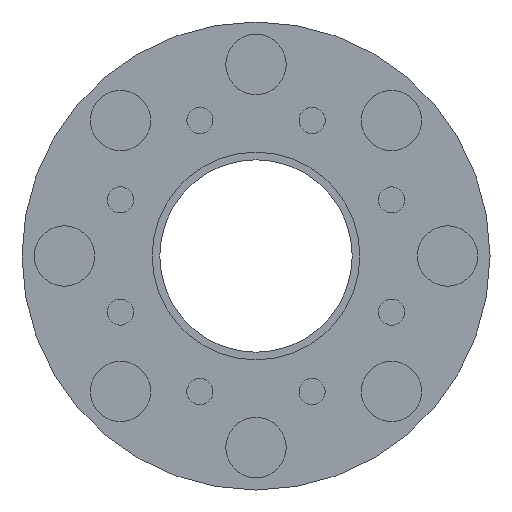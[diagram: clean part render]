
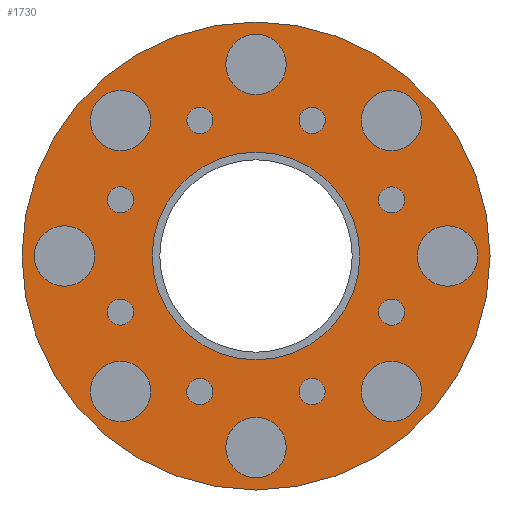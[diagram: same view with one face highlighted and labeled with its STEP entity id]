
A CAD part, front view. The second image highlights one B-rep face of the part: STEP entity #1730.
In plain terms, the highlighted planar face has unit normal (0, -1, 0).
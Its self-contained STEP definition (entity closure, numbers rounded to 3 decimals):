
#56=PLANE('',#1911);
#185=ORIENTED_EDGE('',*,*,#309,.T.);
#186=ORIENTED_EDGE('',*,*,#311,.T.);
#187=ORIENTED_EDGE('',*,*,#313,.T.);
#188=ORIENTED_EDGE('',*,*,#315,.T.);
#189=ORIENTED_EDGE('',*,*,#317,.T.);
#190=ORIENTED_EDGE('',*,*,#319,.T.);
#191=ORIENTED_EDGE('',*,*,#321,.T.);
#192=ORIENTED_EDGE('',*,*,#340,.T.);
#193=ORIENTED_EDGE('',*,*,#323,.T.);
#194=ORIENTED_EDGE('',*,*,#325,.T.);
#195=ORIENTED_EDGE('',*,*,#327,.T.);
#196=ORIENTED_EDGE('',*,*,#329,.T.);
#197=ORIENTED_EDGE('',*,*,#331,.T.);
#198=ORIENTED_EDGE('',*,*,#333,.T.);
#199=ORIENTED_EDGE('',*,*,#335,.T.);
#200=ORIENTED_EDGE('',*,*,#341,.T.);
#201=ORIENTED_EDGE('',*,*,#339,.F.);
#202=ORIENTED_EDGE('',*,*,#265,.T.);
#265=EDGE_CURVE('',#361,#361,#457,.T.);
#309=EDGE_CURVE('',#405,#405,#501,.F.);
#311=EDGE_CURVE('',#407,#407,#503,.F.);
#313=EDGE_CURVE('',#409,#409,#505,.F.);
#315=EDGE_CURVE('',#411,#411,#507,.F.);
#317=EDGE_CURVE('',#413,#413,#509,.F.);
#319=EDGE_CURVE('',#415,#415,#511,.F.);
#321=EDGE_CURVE('',#417,#417,#513,.F.);
#323=EDGE_CURVE('',#419,#419,#515,.T.);
#325=EDGE_CURVE('',#421,#421,#517,.T.);
#327=EDGE_CURVE('',#423,#423,#519,.T.);
#329=EDGE_CURVE('',#425,#425,#521,.T.);
#331=EDGE_CURVE('',#427,#427,#523,.T.);
#333=EDGE_CURVE('',#429,#429,#525,.T.);
#335=EDGE_CURVE('',#431,#431,#527,.T.);
#339=EDGE_CURVE('',#435,#435,#531,.T.);
#340=EDGE_CURVE('',#436,#436,#532,.F.);
#341=EDGE_CURVE('',#437,#437,#533,.T.);
#361=VERTEX_POINT('',#2348);
#405=VERTEX_POINT('',#2480);
#407=VERTEX_POINT('',#2486);
#409=VERTEX_POINT('',#2492);
#411=VERTEX_POINT('',#2498);
#413=VERTEX_POINT('',#2504);
#415=VERTEX_POINT('',#2510);
#417=VERTEX_POINT('',#2516);
#419=VERTEX_POINT('',#2522);
#421=VERTEX_POINT('',#2528);
#423=VERTEX_POINT('',#2534);
#425=VERTEX_POINT('',#2540);
#427=VERTEX_POINT('',#2546);
#429=VERTEX_POINT('',#2552);
#431=VERTEX_POINT('',#2558);
#435=VERTEX_POINT('',#2569);
#436=VERTEX_POINT('',#2572);
#437=VERTEX_POINT('',#2574);
#457=CIRCLE('',#1763,124.);
#501=CIRCLE('',#1851,6.918);
#503=CIRCLE('',#1855,6.918);
#505=CIRCLE('',#1859,6.918);
#507=CIRCLE('',#1863,6.918);
#509=CIRCLE('',#1867,6.918);
#511=CIRCLE('',#1871,6.918);
#513=CIRCLE('',#1875,6.918);
#515=CIRCLE('',#1879,16.);
#517=CIRCLE('',#1883,16.);
#519=CIRCLE('',#1887,16.);
#521=CIRCLE('',#1891,16.);
#523=CIRCLE('',#1895,16.);
#525=CIRCLE('',#1899,16.);
#527=CIRCLE('',#1903,16.);
#531=CIRCLE('',#1910,55.);
#532=CIRCLE('',#1912,6.918);
#533=CIRCLE('',#1913,16.);
#665=EDGE_LOOP('',(#185));
#666=EDGE_LOOP('',(#186));
#667=EDGE_LOOP('',(#187));
#668=EDGE_LOOP('',(#188));
#669=EDGE_LOOP('',(#189));
#670=EDGE_LOOP('',(#190));
#671=EDGE_LOOP('',(#191));
#672=EDGE_LOOP('',(#192));
#673=EDGE_LOOP('',(#193));
#674=EDGE_LOOP('',(#194));
#675=EDGE_LOOP('',(#195));
#676=EDGE_LOOP('',(#196));
#677=EDGE_LOOP('',(#197));
#678=EDGE_LOOP('',(#198));
#679=EDGE_LOOP('',(#199));
#680=EDGE_LOOP('',(#200));
#681=EDGE_LOOP('',(#201));
#682=EDGE_LOOP('',(#202));
#857=FACE_BOUND('',#665,.T.);
#858=FACE_BOUND('',#666,.T.);
#859=FACE_BOUND('',#667,.T.);
#860=FACE_BOUND('',#668,.T.);
#861=FACE_BOUND('',#669,.T.);
#862=FACE_BOUND('',#670,.T.);
#863=FACE_BOUND('',#671,.T.);
#864=FACE_BOUND('',#672,.T.);
#865=FACE_BOUND('',#673,.T.);
#866=FACE_BOUND('',#674,.T.);
#867=FACE_BOUND('',#675,.T.);
#868=FACE_BOUND('',#676,.T.);
#869=FACE_BOUND('',#677,.T.);
#870=FACE_BOUND('',#678,.T.);
#871=FACE_BOUND('',#679,.T.);
#872=FACE_BOUND('',#680,.T.);
#873=FACE_BOUND('',#681,.T.);
#874=FACE_BOUND('',#682,.T.);
#1730=ADVANCED_FACE('',(#857,#858,#859,#860,#861,#862,#863,#864,#865,#866,
#867,#868,#869,#870,#871,#872,#873,#874),#56,.T.);
#1763=AXIS2_PLACEMENT_3D('',#2347,#1965,#1966);
#1851=AXIS2_PLACEMENT_3D('',#2479,#2141,#2142);
#1855=AXIS2_PLACEMENT_3D('',#2485,#2149,#2150);
#1859=AXIS2_PLACEMENT_3D('',#2491,#2157,#2158);
#1863=AXIS2_PLACEMENT_3D('',#2497,#2165,#2166);
#1867=AXIS2_PLACEMENT_3D('',#2503,#2173,#2174);
#1871=AXIS2_PLACEMENT_3D('',#2509,#2181,#2182);
#1875=AXIS2_PLACEMENT_3D('',#2515,#2189,#2190);
#1879=AXIS2_PLACEMENT_3D('',#2521,#2197,#2198);
#1883=AXIS2_PLACEMENT_3D('',#2527,#2205,#2206);
#1887=AXIS2_PLACEMENT_3D('',#2533,#2213,#2214);
#1891=AXIS2_PLACEMENT_3D('',#2539,#2221,#2222);
#1895=AXIS2_PLACEMENT_3D('',#2545,#2229,#2230);
#1899=AXIS2_PLACEMENT_3D('',#2551,#2237,#2238);
#1903=AXIS2_PLACEMENT_3D('',#2557,#2245,#2246);
#1910=AXIS2_PLACEMENT_3D('',#2568,#2259,#2260);
#1911=AXIS2_PLACEMENT_3D('',#2570,#2261,#2262);
#1912=AXIS2_PLACEMENT_3D('',#2571,#2263,#2264);
#1913=AXIS2_PLACEMENT_3D('',#2573,#2265,#2266);
#1965=DIRECTION('',(0.,-1.,0.));
#1966=DIRECTION('',(0.,0.,-1.));
#2141=DIRECTION('',(0.,-1.,0.));
#2142=DIRECTION('',(-0.707,0.,-0.707));
#2149=DIRECTION('',(0.,-1.,0.));
#2150=DIRECTION('',(-1.,0.,0.));
#2157=DIRECTION('',(0.,-1.,0.));
#2158=DIRECTION('',(-0.707,0.,0.707));
#2165=DIRECTION('',(0.,-1.,0.));
#2166=DIRECTION('',(0.,0.,1.));
#2173=DIRECTION('',(0.,-1.,0.));
#2174=DIRECTION('',(0.707,0.,0.707));
#2181=DIRECTION('',(0.,-1.,0.));
#2182=DIRECTION('',(1.,0.,0.));
#2189=DIRECTION('',(0.,-1.,0.));
#2190=DIRECTION('',(0.707,0.,-0.707));
#2197=DIRECTION('',(0.,1.,0.));
#2198=DIRECTION('',(-0.707,0.,-0.707));
#2205=DIRECTION('',(0.,1.,0.));
#2206=DIRECTION('',(-1.,0.,0.));
#2213=DIRECTION('',(0.,1.,0.));
#2214=DIRECTION('',(1.,0.,0.));
#2221=DIRECTION('',(0.,1.,0.));
#2222=DIRECTION('',(0.707,0.,-0.707));
#2229=DIRECTION('',(0.,1.,0.));
#2230=DIRECTION('',(-0.707,0.,0.707));
#2237=DIRECTION('',(0.,1.,0.));
#2238=DIRECTION('',(0.,0.,1.));
#2245=DIRECTION('',(0.,1.,0.));
#2246=DIRECTION('',(0.707,0.,0.707));
#2259=DIRECTION('',(0.,-1.,0.));
#2260=DIRECTION('',(0.,0.,-1.));
#2261=DIRECTION('',(0.,-1.,0.));
#2262=DIRECTION('',(0.,0.,-1.));
#2263=DIRECTION('',(0.,-1.,0.));
#2264=DIRECTION('',(0.,0.,-1.));
#2265=DIRECTION('',(0.,1.,0.));
#2266=DIRECTION('',(0.,0.,-1.));
#2347=CARTESIAN_POINT('',(0.,0.,0.));
#2348=CARTESIAN_POINT('',(0.,0.,-124.));
#2479=CARTESIAN_POINT('',(29.754,0.,-71.832));
#2480=CARTESIAN_POINT('',(24.862,0.,-76.723));
#2485=CARTESIAN_POINT('',(-29.754,0.,-71.832));
#2486=CARTESIAN_POINT('',(-36.671,0.,-71.832));
#2491=CARTESIAN_POINT('',(-71.832,0.,-29.754));
#2492=CARTESIAN_POINT('',(-76.723,0.,-24.862));
#2497=CARTESIAN_POINT('',(-71.832,0.,29.754));
#2498=CARTESIAN_POINT('',(-71.832,0.,36.671));
#2503=CARTESIAN_POINT('',(-29.754,0.,71.832));
#2504=CARTESIAN_POINT('',(-24.862,0.,76.723));
#2509=CARTESIAN_POINT('',(29.754,0.,71.832));
#2510=CARTESIAN_POINT('',(36.671,0.,71.832));
#2515=CARTESIAN_POINT('',(71.832,0.,29.754));
#2516=CARTESIAN_POINT('',(76.723,0.,24.862));
#2521=CARTESIAN_POINT('',(71.771,0.,71.771));
#2522=CARTESIAN_POINT('',(60.458,0.,60.458));
#2527=CARTESIAN_POINT('',(101.5,0.,0.));
#2528=CARTESIAN_POINT('',(85.5,0.,0.));
#2533=CARTESIAN_POINT('',(-101.5,0.,0.));
#2534=CARTESIAN_POINT('',(-85.5,0.,0.));
#2539=CARTESIAN_POINT('',(-71.771,0.,71.771));
#2540=CARTESIAN_POINT('',(-60.458,0.,60.458));
#2545=CARTESIAN_POINT('',(71.771,0.,-71.771));
#2546=CARTESIAN_POINT('',(60.458,0.,-60.458));
#2551=CARTESIAN_POINT('',(0.,0.,-101.5));
#2552=CARTESIAN_POINT('',(0.,0.,-85.5));
#2557=CARTESIAN_POINT('',(-71.771,0.,-71.771));
#2558=CARTESIAN_POINT('',(-60.458,0.,-60.458));
#2568=CARTESIAN_POINT('',(0.,0.,0.));
#2569=CARTESIAN_POINT('',(0.,0.,-55.));
#2570=CARTESIAN_POINT('',(0.,0.,0.));
#2571=CARTESIAN_POINT('',(71.832,0.,-29.754));
#2572=CARTESIAN_POINT('',(71.832,0.,-36.671));
#2573=CARTESIAN_POINT('',(0.,0.,101.5));
#2574=CARTESIAN_POINT('',(0.,0.,85.5));
